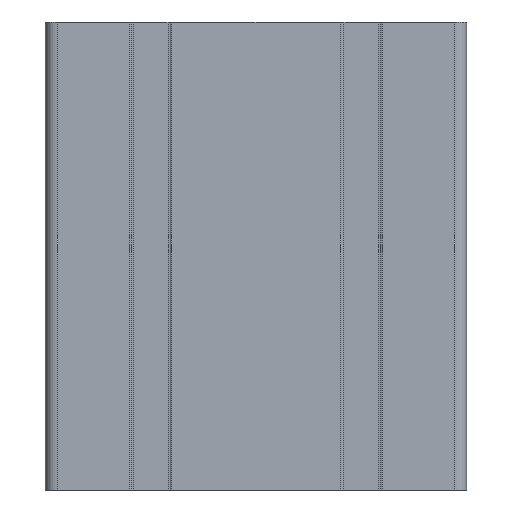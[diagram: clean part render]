
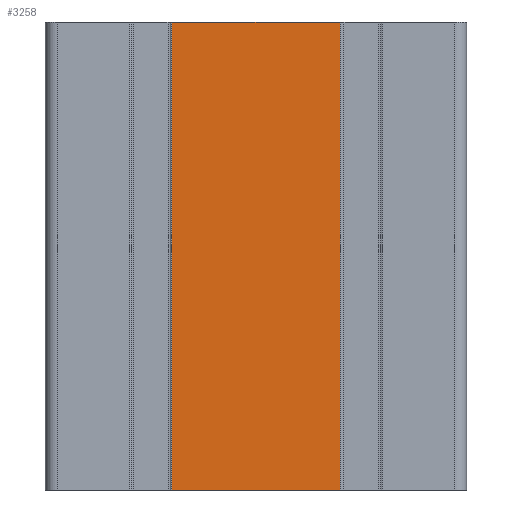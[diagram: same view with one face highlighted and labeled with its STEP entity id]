
A CAD part, front view. The second image highlights one B-rep face of the part: STEP entity #3258.
In plain terms, the highlighted planar face has unit normal (0, -1, 0).
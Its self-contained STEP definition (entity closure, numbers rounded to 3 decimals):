
#89=PLANE('',#3543);
#232=FACE_OUTER_BOUND('',#400,.T.);
#400=EDGE_LOOP('',(#2535,#2536,#2537,#2538));
#686=LINE('',#5292,#1010);
#687=LINE('',#5295,#1011);
#688=LINE('',#5297,#1012);
#689=LINE('',#5298,#1013);
#1010=VECTOR('',#4317,100.);
#1011=VECTOR('',#4320,36.1);
#1012=VECTOR('',#4321,36.1);
#1013=VECTOR('',#4322,100.);
#1505=VERTEX_POINT('',#5288);
#1506=VERTEX_POINT('',#5290);
#1507=VERTEX_POINT('',#5294);
#1508=VERTEX_POINT('',#5296);
#1940=EDGE_CURVE('',#1505,#1506,#686,.T.);
#1941=EDGE_CURVE('',#1507,#1505,#687,.T.);
#1942=EDGE_CURVE('',#1508,#1506,#688,.T.);
#1943=EDGE_CURVE('',#1507,#1508,#689,.T.);
#2535=ORIENTED_EDGE('',*,*,#1941,.T.);
#2536=ORIENTED_EDGE('',*,*,#1940,.T.);
#2537=ORIENTED_EDGE('',*,*,#1942,.F.);
#2538=ORIENTED_EDGE('',*,*,#1943,.F.);
#3258=ADVANCED_FACE('',(#232),#89,.T.);
#3543=AXIS2_PLACEMENT_3D('',#5293,#4318,#4319);
#4317=DIRECTION('',(0.,0.,1.));
#4318=DIRECTION('center_axis',(0.,-1.,0.));
#4319=DIRECTION('ref_axis',(1.,0.,0.));
#4320=DIRECTION('',(1.,0.,0.));
#4321=DIRECTION('',(1.,0.,0.));
#4322=DIRECTION('',(0.,0.,1.));
#5288=CARTESIAN_POINT('',(18.05,-22.5,0.));
#5290=CARTESIAN_POINT('',(18.05,-22.5,100.));
#5292=CARTESIAN_POINT('',(18.05,-22.5,0.));
#5293=CARTESIAN_POINT('Origin',(-18.05,-22.5,0.));
#5294=CARTESIAN_POINT('',(-18.05,-22.5,0.));
#5295=CARTESIAN_POINT('',(-18.05,-22.5,0.));
#5296=CARTESIAN_POINT('',(-18.05,-22.5,100.));
#5297=CARTESIAN_POINT('',(-18.05,-22.5,100.));
#5298=CARTESIAN_POINT('',(-18.05,-22.5,0.));
